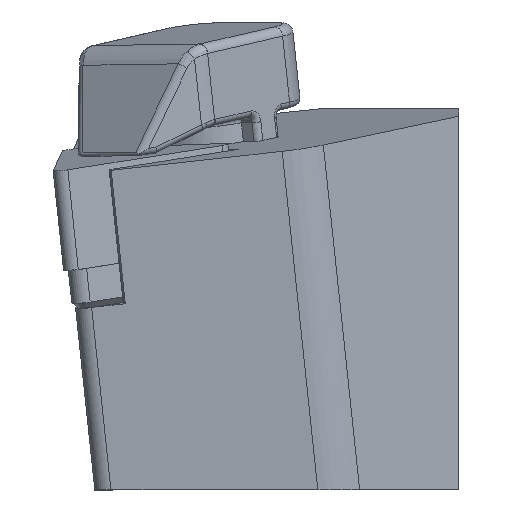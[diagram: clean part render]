
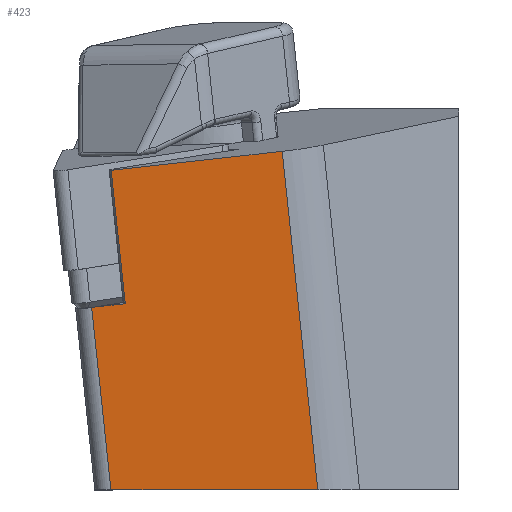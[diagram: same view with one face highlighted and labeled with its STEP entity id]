
A CAD part, left-side view. The second image highlights one B-rep face of the part: STEP entity #423.
In plain terms, the highlighted planar face has unit normal (-0.993, -0.063, -0.098).
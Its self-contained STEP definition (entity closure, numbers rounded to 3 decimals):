
#19 = CARTESIAN_POINT ( 'NONE',  ( -93.122, -12.677, -206.542 ) ) ;
#316 = LINE ( 'NONE', #7774, #2938 ) ;
#423 = ADVANCED_FACE ( 'NONE', ( #2069 ), #1503, .F. ) ;
#711 = LINE ( 'NONE', #2528, #7936 ) ;
#722 = CARTESIAN_POINT ( 'NONE',  ( -115.862, 25.195, -1.134 ) ) ;
#1183 = VECTOR ( 'NONE', #5006, 1000. ) ;
#1427 = VERTEX_POINT ( 'NONE', #2717 ) ;
#1503 = PLANE ( 'NONE',  #9296 ) ;
#1938 = VECTOR ( 'NONE', #4457, 1000. ) ;
#2069 = FACE_OUTER_BOUND ( 'NONE', #2930, .T. ) ;
#2078 = VECTOR ( 'NONE', #4686, 1000. ) ;
#2416 = CARTESIAN_POINT ( 'NONE',  ( -93.966, 3.419, -208.323 ) ) ;
#2528 = CARTESIAN_POINT ( 'NONE',  ( -115.426, -3.19, 12.633 ) ) ;
#2545 = VERTEX_POINT ( 'NONE', #3047 ) ;
#2604 = ORIENTED_EDGE ( 'NONE', *, *, #7402, .F. ) ;
#2613 = CARTESIAN_POINT ( 'NONE',  ( -93.122, -12.677, -206.542 ) ) ;
#2717 = CARTESIAN_POINT ( 'NONE',  ( -114.344, 23.685, -15.5 ) ) ;
#2800 = EDGE_CURVE ( 'NONE', #6716, #7545, #4807, .T. ) ;
#2882 = EDGE_CURVE ( 'NONE', #7545, #2545, #711, .T. ) ;
#2914 = CARTESIAN_POINT ( 'NONE',  ( -116.834, 23.659, 9.662 ) ) ;
#2930 = EDGE_LOOP ( 'NONE', ( #2604, #8970, #7614, #4575, #3467, #4168 ) ) ;
#2938 = VECTOR ( 'NONE', #4510, 1000. ) ;
#3047 = CARTESIAN_POINT ( 'NONE',  ( -116.128, 10.204, 11.151 ) ) ;
#3467 = ORIENTED_EDGE ( 'NONE', *, *, #2882, .F. ) ;
#3475 = VERTEX_POINT ( 'NONE', #8248 ) ;
#3802 = CARTESIAN_POINT ( 'NONE',  ( -115.724, 22.555, -0.842 ) ) ;
#3823 = LINE ( 'NONE', #2416, #9426 ) ;
#4168 = ORIENTED_EDGE ( 'NONE', *, *, #2800, .F. ) ;
#4457 = DIRECTION ( 'NONE',  ( 0.052, -0.993, 0.11 ) ) ;
#4510 = DIRECTION ( 'NONE',  ( -0.063, 0.998, 0. ) ) ;
#4521 = CARTESIAN_POINT ( 'NONE',  ( -115.018, 9.1, 0.647 ) ) ;
#4575 = ORIENTED_EDGE ( 'NONE', *, *, #5010, .T. ) ;
#4686 = DIRECTION ( 'NONE',  ( -0.105, 0.104, 0.989 ) ) ;
#4736 = DIRECTION ( 'NONE',  ( 0.099, 0., -0.995 ) ) ;
#4807 = LINE ( 'NONE', #5435, #2078 ) ;
#5006 = DIRECTION ( 'NONE',  ( -0.105, 0.104, 0.989 ) ) ;
#5010 = EDGE_CURVE ( 'NONE', #3475, #2545, #8556, .T. ) ;
#5043 = LINE ( 'NONE', #4521, #1938 ) ;
#5435 = CARTESIAN_POINT ( 'NONE',  ( -117.506, 24.327, 16.019 ) ) ;
#5599 = DIRECTION ( 'NONE',  ( -0.105, 0.104, 0.989 ) ) ;
#6716 = VERTEX_POINT ( 'NONE', #3802 ) ;
#7402 = EDGE_CURVE ( 'NONE', #9681, #6716, #5043, .T. ) ;
#7545 = VERTEX_POINT ( 'NONE', #2914 ) ;
#7614 = ORIENTED_EDGE ( 'NONE', *, *, #10286, .F. ) ;
#7774 = CARTESIAN_POINT ( 'NONE',  ( -112.632, -3.326, -15.5 ) ) ;
#7936 = VECTOR ( 'NONE', #9724, 1000. ) ;
#8248 = CARTESIAN_POINT ( 'NONE',  ( -113.312, 7.403, -15.5 ) ) ;
#8556 = LINE ( 'NONE', #2613, #1183 ) ;
#8787 = DIRECTION ( 'NONE',  ( 0.993, 0.063, 0.098 ) ) ;
#8970 = ORIENTED_EDGE ( 'NONE', *, *, #9514, .F. ) ;
#9296 = AXIS2_PLACEMENT_3D ( 'NONE', #19, #8787, #4736 ) ;
#9426 = VECTOR ( 'NONE', #5599, 1000. ) ;
#9514 = EDGE_CURVE ( 'NONE', #1427, #9681, #3823, .T. ) ;
#9681 = VERTEX_POINT ( 'NONE', #722 ) ;
#9724 = DIRECTION ( 'NONE',  ( 0.052, -0.993, 0.11 ) ) ;
#10286 = EDGE_CURVE ( 'NONE', #3475, #1427, #316, .T. ) ;
